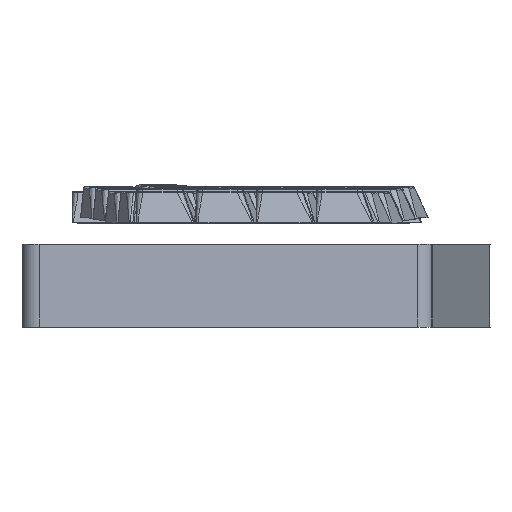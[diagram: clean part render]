
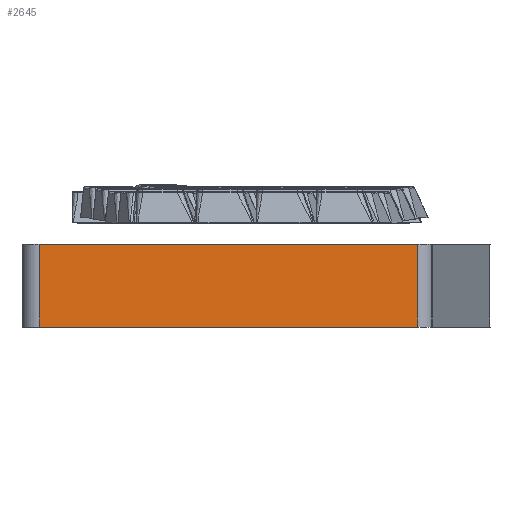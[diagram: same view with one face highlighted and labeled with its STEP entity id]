
A CAD part, left-side view. The second image highlights one B-rep face of the part: STEP entity #2645.
In plain terms, the highlighted planar face has unit normal (-0.996, -0.087, 0).
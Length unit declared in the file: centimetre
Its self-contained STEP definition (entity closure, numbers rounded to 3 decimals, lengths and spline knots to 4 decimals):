
#639=FACE_OUTER_BOUND('',#801,.T.);
#801=EDGE_LOOP('',(#2095,#2096,#2097,#2098));
#1043=LINE('',#4844,#1224);
#1045=LINE('',#4850,#1226);
#1046=LINE('',#4852,#1227);
#1047=LINE('',#4853,#1228);
#1224=VECTOR('',#3326,1.);
#1226=VECTOR('',#3332,1.);
#1227=VECTOR('',#3333,1.);
#1228=VECTOR('',#3334,1.);
#1404=VERTEX_POINT('',#4841);
#1405=VERTEX_POINT('',#4843);
#1407=VERTEX_POINT('',#4849);
#1408=VERTEX_POINT('',#4851);
#1656=EDGE_CURVE('',#1404,#1405,#1043,.T.);
#1659=EDGE_CURVE('',#1407,#1404,#1045,.T.);
#1660=EDGE_CURVE('',#1408,#1407,#1046,.T.);
#1661=EDGE_CURVE('',#1405,#1408,#1047,.T.);
#2095=ORIENTED_EDGE('',*,*,#1656,.F.);
#2096=ORIENTED_EDGE('',*,*,#1659,.F.);
#2097=ORIENTED_EDGE('',*,*,#1660,.F.);
#2098=ORIENTED_EDGE('',*,*,#1661,.F.);
#2533=PLANE('',#2846);
#2645=ADVANCED_FACE('',(#639),#2533,.T.);
#2846=AXIS2_PLACEMENT_3D('',#4848,#3330,#3331);
#3326=DIRECTION('',(0.,0.,-1.));
#3330=DIRECTION('center_axis',(-0.996,-0.087,0.));
#3331=DIRECTION('ref_axis',(-0.087,0.996,0.));
#3332=DIRECTION('',(0.087,-0.996,0.));
#3333=DIRECTION('',(0.,0.,1.));
#3334=DIRECTION('',(-0.087,0.996,0.));
#4841=CARTESIAN_POINT('',(-16.6786,-5.29,0.5358));
#4843=CARTESIAN_POINT('',(-16.6786,-5.29,-2.099));
#4844=CARTESIAN_POINT('',(-16.6786,-5.29,0.151));
#4848=CARTESIAN_POINT('Origin',(-16.6387,-5.7464,0.151));
#4849=CARTESIAN_POINT('',(-17.7336,6.7685,0.5358));
#4850=CARTESIAN_POINT('',(-17.7811,7.3121,0.5358));
#4851=CARTESIAN_POINT('',(-17.7336,6.7685,-2.099));
#4852=CARTESIAN_POINT('',(-17.7336,6.7685,0.151));
#4853=CARTESIAN_POINT('',(-17.7811,7.3121,-2.099));
